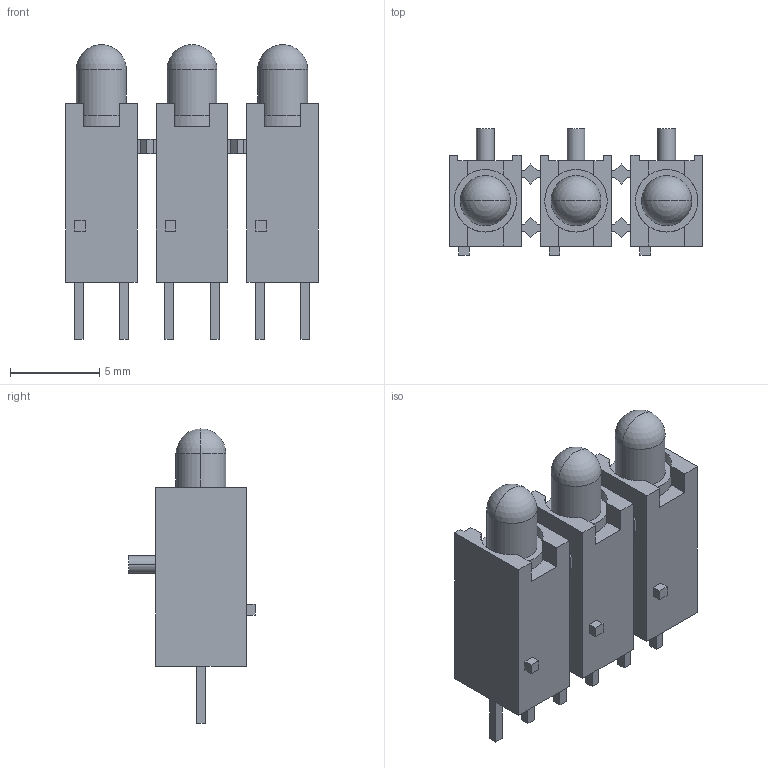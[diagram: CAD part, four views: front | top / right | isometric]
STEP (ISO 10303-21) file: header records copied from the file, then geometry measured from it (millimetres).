
FILE_DESCRIPTION((''),'2;1');
FILE_NAME('LED_MENTOR_2632.8180_a.stp','2013-03-07T11:49:18',(''),(''),'Mechanical Desktop 2011','Mechanical Desktop 2011',', , ');
FILE_SCHEMA(('AUTOMOTIVE_DESIGN { 1 2 10303 214 1 1 1 1 }'));
Length unit declared in the file: millimetre
Products named in the file (1): Product
Bounding box: 14.16 x 7.08 x 16.5 mm (x, y, z)
Volume: 627.6 mm3; surface area: 992.4 mm2
Topology: 25 solids, 25 shells, 195 faces, 438 edges, 287 vertices
Faces by surface type: plane 114, bspline 51, cylinder 24, sphere 6
Entity records: 5351 total; most frequent: CARTESIAN_POINT 1068, ORIENTED_EDGE 864, DIRECTION 776, EDGE_CURVE 432, VECTOR 378, LINE 378, VERTEX_POINT 287, AXIS2_PLACEMENT_3D 199
